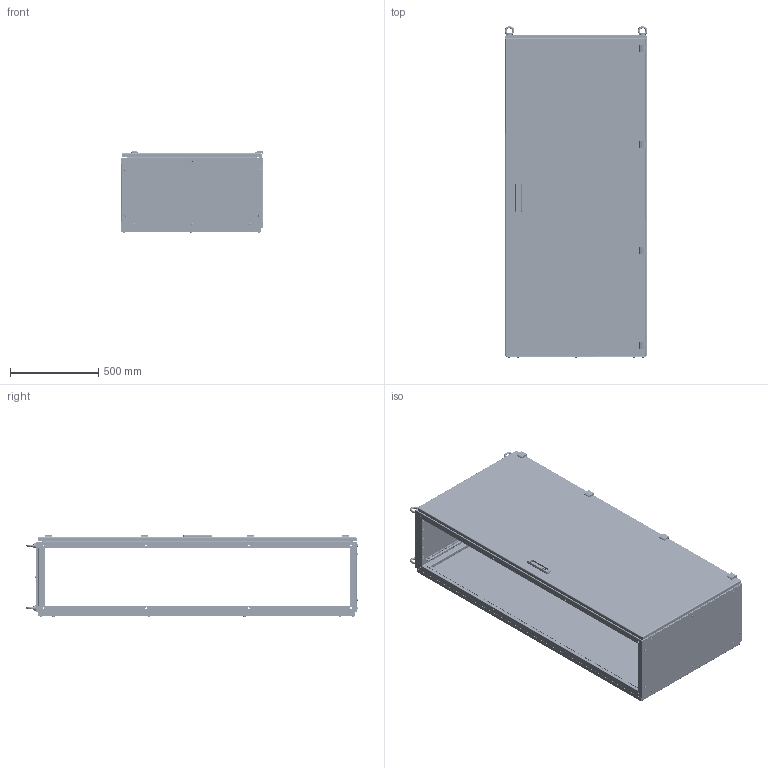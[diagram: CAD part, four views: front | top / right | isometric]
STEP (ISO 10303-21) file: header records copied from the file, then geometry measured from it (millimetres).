
FILE_DESCRIPTION (( 'STEP AP203' ), '1' );
FILE_NAME ('Êîðïóñ FORT IP54 (1800õ800õ400) EKF PROxima.STEP', '2020-10-25T09:49:47', ( '' ), ( '' ), 'SwSTEP 2.0', 'SolidWorks 2019', '' );
FILE_SCHEMA (( 'CONFIG_CONTROL_DESIGN' ));
Length unit declared in the file: millimetre
Products named in the file (72): êîðïóñ ïåòëè1; countersunk raised head cross recess screw_din_DIN EN ISO 7047 - M4 x 10 - Z - 10N; îñíîâàíèå ïåòëè1; ÌÈ-983.01.01.000 ÑÁ Ïðîôèëü ãîðèçîíòàëüíûé 800 âåðõíèé â ñáîðå; Ãàéêà çàêëàäíàÿ; ÌÈ-1021.02.00.001 Äâåðü 800õ1800; pan head cross recess screw_din_DIN EN ISO 7045 - M6 x 20 - Z - 20N; ÌÈ-983.01.01.001 Ïðîôèëü ãîðèçîíòàëüíûé âåðõíèé 800; Ãàéêà çàêëàäêàÿ Ì6; Çàêëåïêà ãàå÷íàÿ Ì6 UNI 9203; lifting eye nut 01_din_DIN 582-M12-N; îñü ïåòëè; Çàìîê â ñáîðå Àòîñ; pan head cross recess screw_din_DIN EN ISO 7045 - M6 x 30 - Z - 30N; Äåðæàòåëü òÿãè àòîñ; ÓÊ íà ïåðåãîðîäêó öîêîëÿ 800õ400; Óãëîâàÿ ïåòëÿ Àòîñ; 幄鍧 IC-2 900; Øïèëüêà Ì6õ12; Êîðïóñ FORT IP54 (1800õ800õ400) EKF PROxima; ÌÈ-1027.01.00.000 ÑÁ Êàðêàñ 1800õ800õ400; ÓÊ íà äâåðü 800õ1800; ÓÊ íà ñòåíêó çàäíþþ 800õ1800; ÌÈ-983.01.00.003 Ïðîôèëü ãîðèçîíòàëüíûé íèæíèé 800; hex thin nut gradeb_din_Hexagon Nut ISO 4036 - M6 - N; pan head cross collar screw_din_DIN 967 - M4 x 16 - Z --- 14.6N; Êîðïóñ äâåðíîé ðó÷êè Àòîñ; ÌÈ-1021.01.00.001 Ïðîôèëü âåðòèêàëüíûé 1800; Îáîëî÷êà ãàéêè çàêëàäíîé; plain washer large_din_Washer DIN 9021 - 13; ÌÈ-1025.05.00.000 ÑÁ Ïîòîëî÷íàÿ ïàíåëü 800õ400; Ìåõàíèçì äâåðè Àòîñ; ÌÈ-1021.02.00.003 Ïðîôèëü äâåðíîé áîëüøîé 1800; pan head cross recess screw_din_DIN EN ISO 7045 - M6 x 40 - Z - 40N; Äåðæàòåëü øòîêà; 剒蜲錪 獲闃; ÌÈ-1025.05.00.001 Ïîòîëî÷íàÿ ïàíåëü 800õ400; ÌÈ-1021.03.00.000 ÑÁ Ñòåíêà çàäíÿÿ 800õ1800; ÌÈ-1025.06.00.000 ÑÁ Ïåðåãîðîäêà öîêîëÿ 800õ400; Øïèëüêà ïðèâàðíàÿ Ì6õ20 DIN 13918 ...
Assembly tree (202 placements, depth 4):
  Êîðïóñ FORT IP54 (1800õ800õ400) EKF PROxima
    ÌÈ-1027.01.00.000 ÑÁ Êàðêàñ 1800õ800õ400
      ÌÈ-983.01.01.000 ÑÁ Ïðîôèëü ãîðèçîíòàëüíûé 800 âåðõíèé â ñáîðå
        ÌÈ-983.01.01.001 Ïðîôèëü ãîðèçîíòàëüíûé âåðõíèé 800
        Øïèëüêà Ì6õ12
      ÌÈ-1021.01.00.001 Ïðîôèëü âåðòèêàëüíûé 1800  x4
      ÌÈ-983.01.00.003 Ïðîôèëü ãîðèçîíòàëüíûé íèæíèé 800  x2
      ÌÈ-1025.01.00.002 Ïðîôèëü áîêîâîé 400 âåðõíèé  x2
      ÌÈ-983.01.01.000 ÑÁ Ïðîôèëü ãîðèçîíòàëüíûé 800 âåðõíèé â ñáîðå
        ÌÈ-983.01.01.001 Ïðîôèëü ãîðèçîíòàëüíûé âåðõíèé 800
        Øïèëüêà Ì6õ12
      ÌÈ-1025.01.00.004 Ïðîôèëü áîêîâîé 400 íèæíèé  x2
    ÌÈ-1021.03.00.000 ÑÁ Ñòåíêà çàäíÿÿ 800õ1800
      ÌÈ-1021.03.00.001 Ñòåíêà çàäíÿÿ 800õ1800
      ÓÊ íà ñòåíêó çàäíþþ 800õ1800
      Øïèëüêà Ì6õ12
    ÌÈ-1025.05.00.000 ÑÁ Ïîòîëî÷íàÿ ïàíåëü 800õ400
      ÌÈ-1025.05.00.001 Ïîòîëî÷íàÿ ïàíåëü 800õ400
      ÓÊ íà ïîòîëî÷íóþ ïàíåëü 800õ400
    ÌÈ-1025.06.00.000 ÑÁ Ïåðåãîðîäêà öîêîëÿ 800õ400
      ÌÈ-1025.06.00.001 Ïåðåãîðîäêà ãëóõàÿ 800õ400
      ÓÊ íà ïåðåãîðîäêó öîêîëÿ 800õ400
    pan head cross recess screw_din_DIN EN ISO 7045 - M6 x 20 - Z - 20N  x10
    Ãàéêà çàêëàäíàÿ
      Îáîëî÷êà ãàéêè çàêëàäíîé
      Ãàéêà çàêëàäêàÿ Ì6
    pan head cross recess screw_din_DIN EN ISO 7045 - M6 x 30 - Z - 30N  x6
    Ãàéêà çàêëàäíàÿ
      Îáîëî÷êà ãàéêè çàêëàäíîé
      Ãàéêà çàêëàäêàÿ Ì6
    lifting eye nut 01_din_DIN 582-M12-N  x4
    Çàêëåïêà ãàå÷íàÿ Ì6 UNI 9203  x10
    pan head cross recess screw_din_DIN EN ISO 7045 - M6 x 40 - Z - 40N  x10
    ÌÈ-1021.02.00.000 ÑÁ Äâåðü 800õ1800 â ñáîðå
      ÌÈ-1021.02.00.001 Äâåðü 800õ1800
      昈-983.02.00.002 忺謽鳧
      Øïèëüêà Ì6õ12  x5
      hex flange nut_din_Hexagon Flange Nut DIN 6923 - M6 - N  x14
      ÓÊ íà äâåðü 800õ1800
      Øïèëüêà ïðèâàðíàÿ Ì6õ20 DIN 13918  x12
      Äåðæàòåëü øòîêà  x2
      ÌÈ-1021.02.00.003 Ïðîôèëü äâåðíîé áîëüøîé 1800  x2
      ÌÈ-983.02.00.004 Ïðîôèëü äâåðíîé ìàëûé 800  x2
      Óãëîâàÿ ïåòëÿ Àòîñ
        îñíîâàíèå ïåòëè1
        êîðïóñ ïåòëè1
        îñü ïåòëè
      Óãëîâàÿ ïåòëÿ Àòîñ
        îñíîâàíèå ïåòëè1
        êîðïóñ ïåòëè1
        îñü ïåòëè
      Óãëîâàÿ ïåòëÿ Àòîñ
        îñíîâàíèå ïåòëè1
        êîðïóñ ïåòëè1
        îñü ïåòëè
      Óãëîâàÿ ïåòëÿ Àòîñ
        îñíîâàíèå ïåòëè1
        êîðïóñ ïåòëè1
        îñü ïåòëè
      Çàìîê â ñáîðå Àòîñ
Bounding box: 806.5 x 1876.48 x 466.98 mm (x, y, z)
Volume: 8902904.4 mm3; surface area: 11572094.5 mm2
Topology: 174 solids, 174 shells, 13739 faces, 36381 edges, 23026 vertices
Faces by surface type: plane 10175, cylinder 2060, cone 672, bspline 560, torus 212, sphere 60
Entity records: 152629 total; most frequent: CARTESIAN_POINT 31706, ORIENTED_EDGE 22928, DIRECTION 21167, EDGE_CURVE 11464, LINE 9297, VECTOR 9297, VERTEX_POINT 7374, AXIS2_PLACEMENT_3D 5935
